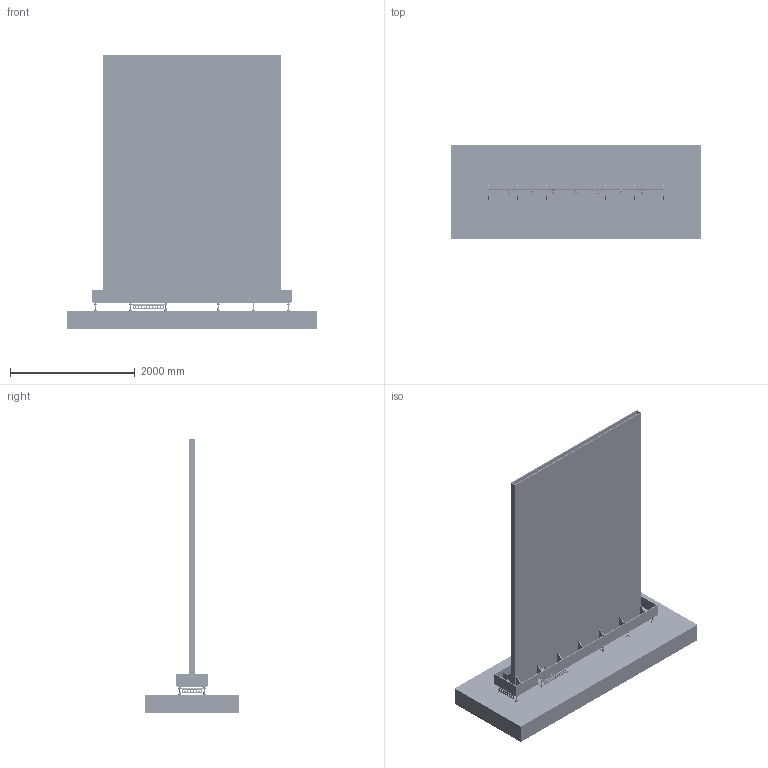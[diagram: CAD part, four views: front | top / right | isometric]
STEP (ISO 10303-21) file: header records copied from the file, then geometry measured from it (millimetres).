
FILE_DESCRIPTION(/* description */ (''),/* implementation_level */ '2;1');
FILE_NAME(/* name */ 'WASSERWAND ENTWURF 3 -15MM STAHL',/* time_stamp */ '2017-03-08T19:02:52+01:00',/* author */ (''),/* organization */ (''),/* preprocessor_version */ 'ST-DEVELOPER v16.5',/* originating_system */ 'HiCAD 2016 2102.1 Build 498',/* authorisation */ '');
FILE_SCHEMA (('AUTOMOTIVE_DESIGN { 1 0 10303 214 1 1 1 1 }'));
Products named in the file (482): Root; Wasserwand_Baugruppe; Grundkörper_Baugruppe; Front_Baugruppe; Front_0; Becken_Baugruppe; Blech_0; Schotten_Baugruppe; Schott_0; Riegel_Baugruppe; Rd 28_Rundstahl_0; Kanal_Baugruppe; TRANSLATIONSTEIL_1; TRANSLATIONSTEIL_0; Seitenblech_0; Anker_Baugruppe; DIN 976-1-M16x320-A-A2-70_Schraubenbolzen; DIN 934-M16-A4-70_Sechskantmuttern; DIN 934-M16-A4-70_Sechskantmuttern_0; GUMMISCHEIBE; Beilagscheibe; Baugruppe mutter_m12x1_75_din_582_Baugruppe; mutter_m12x1_75_din_582; DIN 976-1-M12x25-A-8.8_Schraubenbolzen_0; Steifen_Baugruppe; Steife_0; Fundament
Assembly tree (481 placements, depth 5):
  Root
    Wasserwand_Baugruppe
      Grundkörper_Baugruppe
        Front_Baugruppe
        Front_0
        Front_0
      Becken_Baugruppe
        Blech_0
        Blech_0
        Blech_0
        Blech_0
        Blech_0
      Schotten_Baugruppe
        Schott_0
        Schott_0
        Schott_0
        Schott_0
        Schott_0
        Schott_0
        Schott_0
      Riegel_Baugruppe
        Rd 28_Rundstahl_0
        Rd 28_Rundstahl_0
        Rd 28_Rundstahl_0
        Rd 28_Rundstahl_0
        Rd 28_Rundstahl_0
        Rd 28_Rundstahl_0
        Rd 28_Rundstahl_0
      Kanal_Baugruppe
        TRANSLATIONSTEIL_1
        TRANSLATIONSTEIL_0
        TRANSLATIONSTEIL_1
      Seitenblech_0
      Seitenblech_0
      Anker_Baugruppe
        DIN 976-1-M16x320-A-A2-70_Schraubenbolzen
        DIN 934-M16-A4-70_Sechskantmuttern
        DIN 934-M16-A4-70_Sechskantmuttern_0
        DIN 934-M16-A4-70_Sechskantmuttern_0
        DIN 934-M16-A4-70_Sechskantmuttern_0
        DIN 934-M16-A4-70_Sechskantmuttern_0
        GUMMISCHEIBE
        Beilagscheibe
        GUMMISCHEIBE
        Beilagscheibe
        Beilagscheibe
        DIN 976-1-M16x320-A-A2-70_Schraubenbolzen
        DIN 934-M16-A4-70_Sechskantmuttern
        DIN 934-M16-A4-70_Sechskantmuttern_0
        DIN 934-M16-A4-70_Sechskantmuttern_0
        DIN 934-M16-A4-70_Sechskantmuttern_0
        DIN 934-M16-A4-70_Sechskantmuttern_0
        GUMMISCHEIBE
        Beilagscheibe
        GUMMISCHEIBE
        Beilagscheibe
        Beilagscheibe
        DIN 976-1-M16x320-A-A2-70_Schraubenbolzen
        DIN 934-M16-A4-70_Sechskantmuttern
        DIN 934-M16-A4-70_Sechskantmuttern_0
Bounding box: 4000 x 1500 x 4400 mm (x, y, z)
Volume: 2218077370.4 mm3; surface area: 74140674.3 mm2
Topology: 474 solids, 474 shells, 5143 faces, 11353 edges, 6708 vertices
Faces by surface type: plane 1771, cylinder 1712, torus 924, cone 736
Full cylindrical faces by diameter (mm): 9.853 x154, 13.546 x12, 16 x120, 18 x40, 28 x7, 29 x7, 33.363 x32, 40 x1, 50 x60
Entity records: 266868 total; most frequent: CARTESIAN_POINT 42057, DIRECTION 26656, PRESENTATION_STYLE_ASSIGNMENT 21479, OVER_RIDING_STYLED_ITEM 21008, COLOUR_RGB 20956, DRAUGHTING_PRE_DEFINED_CURVE_FONT 20948, CURVE_STYLE 20948, ORIENTED_EDGE 20948
